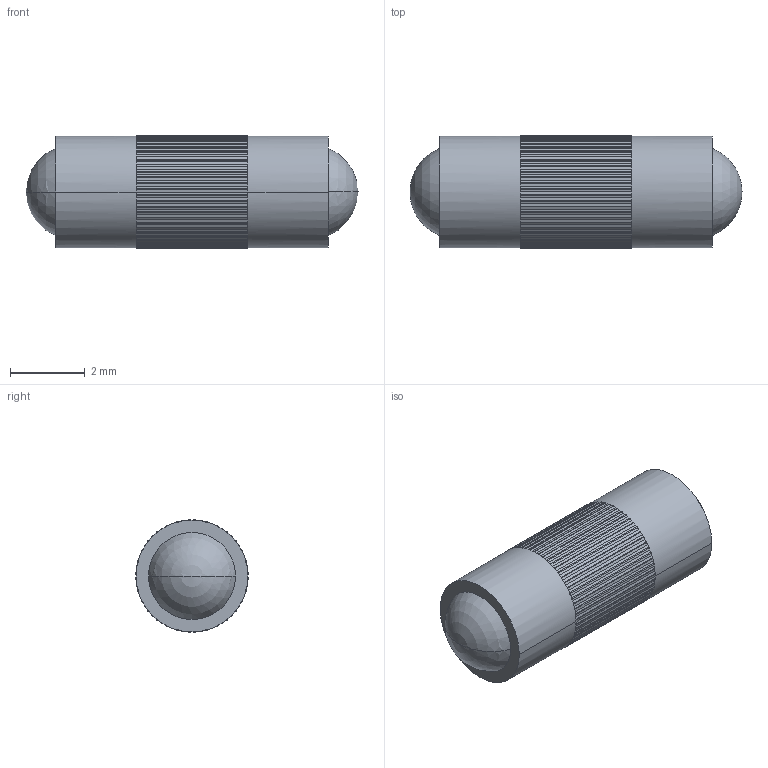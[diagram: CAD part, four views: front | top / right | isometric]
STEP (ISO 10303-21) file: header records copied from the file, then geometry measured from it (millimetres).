
FILE_DESCRIPTION(('STEP AP214'),'1');
FILE_NAME(' ',' ',('TraceParts'),('TraceParts S.A.'),'XStep 1.0',' ',' ');
FILE_SCHEMA(('automotive_design'));
Length unit declared in the file: millimetre
Products named in the file (1): 1
Bounding box: 8.9 x 3.02 x 3.02 mm (x, y, z)
Volume: 32.5 mm3; surface area: 163.9 mm2
Topology: 1 solids, 4 shells, 326 faces, 714 edges, 388 vertices
Faces by surface type: plane 244, cylinder 70, sphere 12
Entity records: 16730 total; most frequent: DIRECTION 1636, STYLED_ITEM 1421, PRESENTATION_STYLE_ASSIGNMENT 1421, CARTESIAN_POINT 1421, COLOUR_RGB 1421, ORIENTED_EDGE 1420, EDGE_CURVE 706, CURVE_STYLE 706
